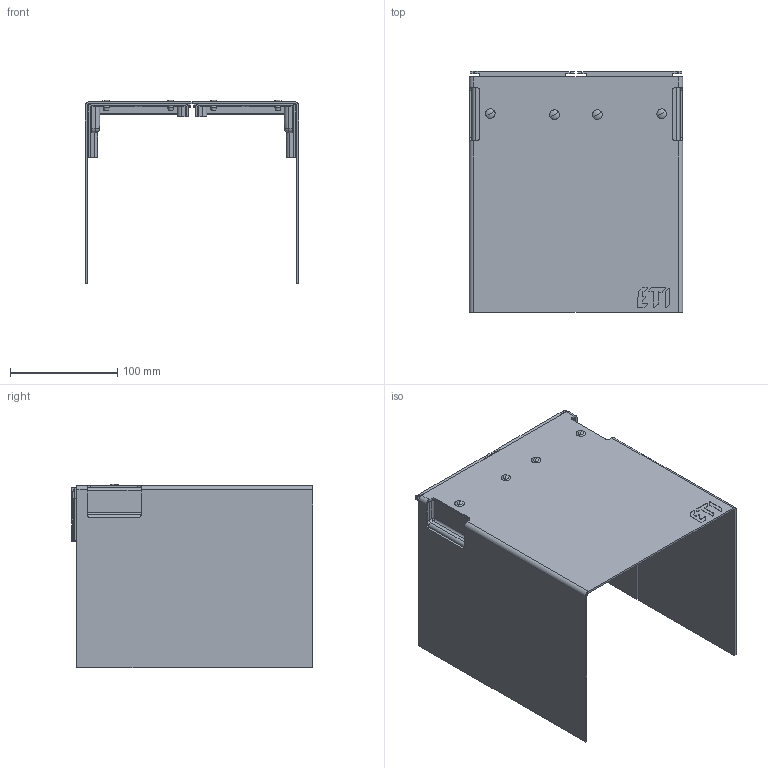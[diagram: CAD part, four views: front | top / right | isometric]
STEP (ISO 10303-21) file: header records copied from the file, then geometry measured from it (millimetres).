
FILE_DESCRIPTION((''),'2;1');
FILE_NAME('L8950675_L_ANSCHLUSSRAUMABDECKU_ASM','2021-05-13T',('marketing.praksa'),('Audax d.o.o.'),'CREO PARAMETRIC BY PTC INC, 2017480','CREO PARAMETRIC BY PTC INC, 2017480','');
FILE_SCHEMA(('AUTOMOTIVE_DESIGN { 1 0 10303 214 1 1 1 1 }'));
Length unit declared in the file: millimetre
Products named in the file (6): 33614_02_HALTER; 33614_03_HALTER; 67283_M01_SPREIZNIET_RIVETS; PRT9554; PRT0005ASDASD; L8950675_L_ANSCHLUSSRAUMABDECKU_ASM
Assembly tree (8 placements, depth 2):
  L8950675_L_ANSCHLUSSRAUMABDECKU_ASM
    33614_02_HALTER
    33614_03_HALTER
    67283_M01_SPREIZNIET_RIVETS  x4
    PRT9554
    PRT0005ASDASD
Bounding box: 199 x 225.06 x 171.39 mm (x, y, z)
Volume: 273758.3 mm3; surface area: 283589 mm2
Topology: 10 solids, 10 shells, 760 faces, 2039 edges, 1252 vertices
Faces by surface type: plane 306, cylinder 290, bspline 76, cone 40, torus 24, sphere 24
Entity records: 39667 total; most frequent: CARTESIAN_POINT 10444, ORIENTED_EDGE 3896, DIRECTION 3430, PRESENTATION_STYLE_ASSIGNMENT 2691, STYLED_ITEM 2581, CURVE_STYLE 1948, EDGE_CURVE 1948, VERTEX_POINT 1222
